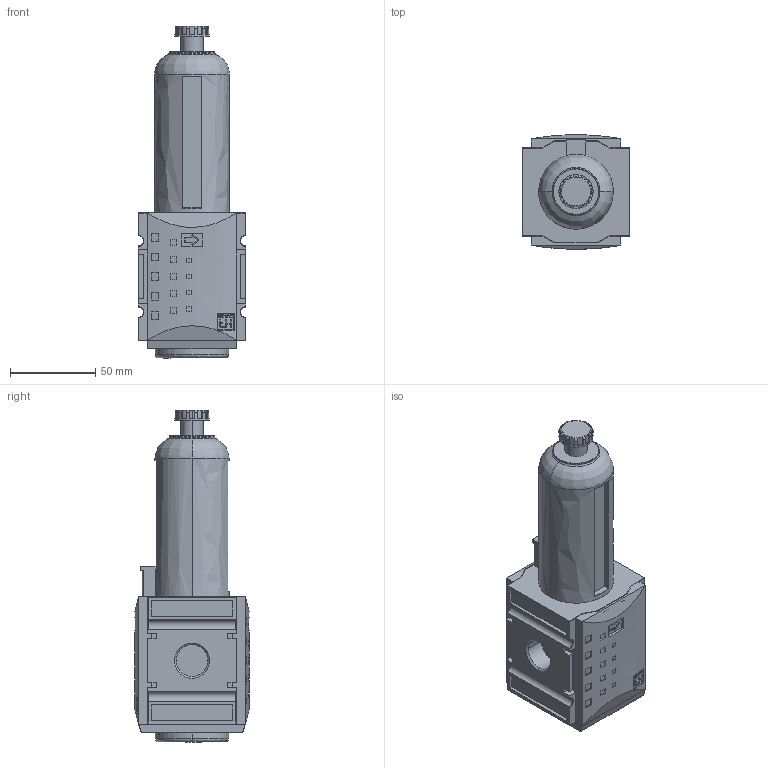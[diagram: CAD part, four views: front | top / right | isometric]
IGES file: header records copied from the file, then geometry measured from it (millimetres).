
Start section: SolidWorks IGES file using analytic representation for surfaces
Global section: file name: KPFI-212.IGS; native system: SolidWorks 2013; preprocessor: SolidWorks 2013; author: technolog; date: 140113.094157; units: millimetre
Bounding box: 63 x 67.13 x 195 mm (x, y, z)
Volume: 411127.6 mm3; surface area: 67678.8 mm2
Topology: 5 solids, 5 shells, 947 faces, 5536 edges, 7122 vertices
Faces by surface type: plane 645, revolution 243, bspline 59
